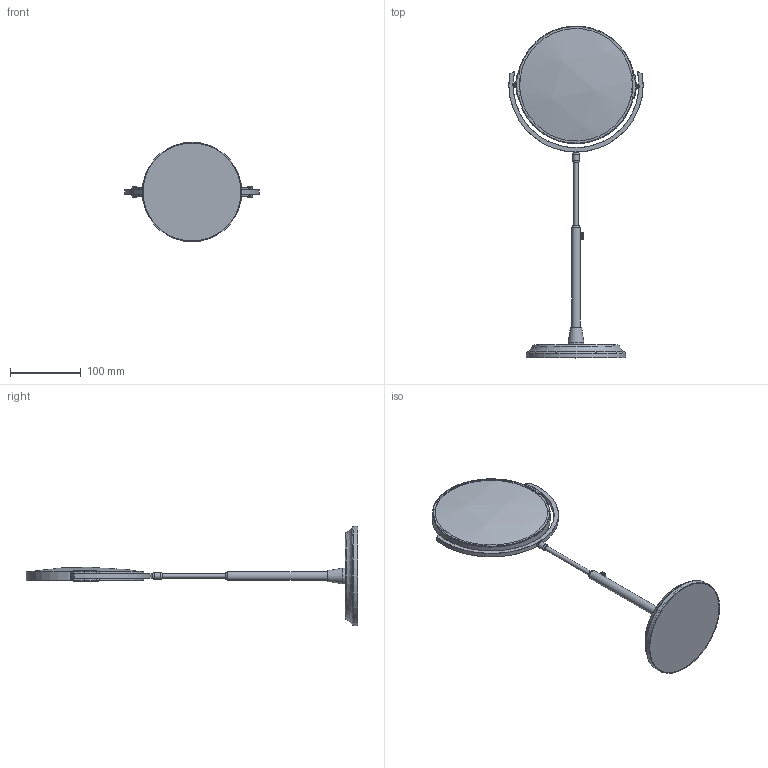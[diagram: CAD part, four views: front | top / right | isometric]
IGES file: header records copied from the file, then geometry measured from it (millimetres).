
Global section: file name: No Iges File Name specified; native system: Autodesk Inventor 2012; preprocessor: AutoDesk Inventor Iges Exporter R2012; author: sbajwa; date: 20130620.083845; units: millimetre
Bounding box: 190.59 x 470.13 x 141.05 mm (x, y, z)
Volume: 193556.9 mm3; surface area: 211213.8 mm2
Topology: 16 solids, 17 shells, 2228 faces, 4706 edges, 2516 vertices
Faces by surface type: bspline 1589, cylinder 470, plane 78, revolution 48, cone 18, torus 16, sphere 9
Full cylindrical faces by diameter (mm): 3.15 x2, 4 x2, 4.763 x1, 6.35 x3, 9.5 x1, 12.7 x1, 22.25 x1, 138.8 x1, 141.05 x1, 163.75 x1
